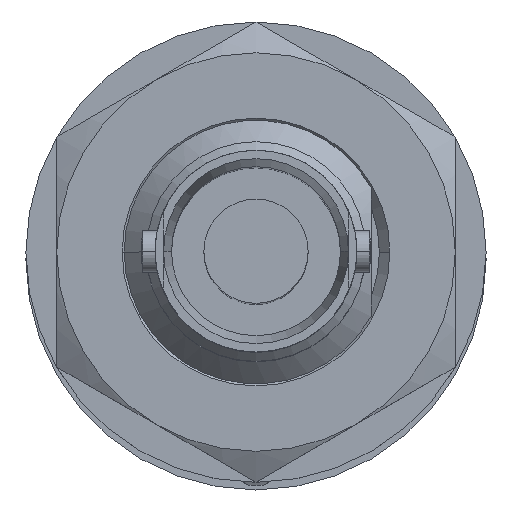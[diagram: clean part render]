
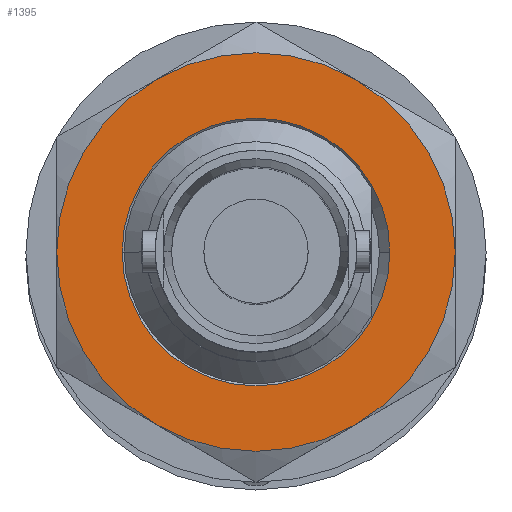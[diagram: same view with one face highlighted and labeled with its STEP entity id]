
A CAD part, top view. The second image highlights one B-rep face of the part: STEP entity #1395.
In plain terms, the highlighted face is planar.
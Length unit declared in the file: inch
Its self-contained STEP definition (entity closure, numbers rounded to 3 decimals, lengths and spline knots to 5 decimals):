
#3 = DIRECTION ( 'NONE',  ( 0., 0., -1. ) ) ;
#19 = CIRCLE ( 'NONE', #5475, 0.375 ) ;
#282 = VERTEX_POINT ( 'NONE', #4284 ) ;
#304 = AXIS2_PLACEMENT_3D ( 'NONE', #5614, #1163, #3 ) ;
#341 = AXIS2_PLACEMENT_3D ( 'NONE', #6869, #5089, #6907 ) ;
#364 = DIRECTION ( 'NONE',  ( 1., 0., 0. ) ) ;
#452 = EDGE_CURVE ( 'NONE', #553, #4674, #4808, .T. ) ;
#553 = VERTEX_POINT ( 'NONE', #6939 ) ;
#591 = DIRECTION ( 'NONE',  ( 0., 0., -1. ) ) ;
#629 = FACE_OUTER_BOUND ( 'NONE', #1171, .T. ) ;
#936 = CIRCLE ( 'NONE', #3069, 0.25197 ) ;
#1033 = ORIENTED_EDGE ( 'NONE', *, *, #4822, .F. ) ;
#1126 = CARTESIAN_POINT ( 'NONE',  ( 0., 0., 0. ) ) ;
#1136 = CARTESIAN_POINT ( 'NONE',  ( 0., 0., 0. ) ) ;
#1163 = DIRECTION ( 'NONE',  ( 1., 0., 0. ) ) ;
#1171 = EDGE_LOOP ( 'NONE', ( #2212, #4087, #6046, #1374, #6687, #1033 ) ) ;
#1193 = CARTESIAN_POINT ( 'NONE',  ( 0., 0., 0. ) ) ;
#1374 = ORIENTED_EDGE ( 'NONE', *, *, #452, .F. ) ;
#1395 = ADVANCED_FACE ( 'NONE', ( #2817, #629 ), #2342, .F. ) ;
#1709 = DIRECTION ( 'NONE',  ( 0., 0., -1. ) ) ;
#1737 = CIRCLE ( 'NONE', #5896, 0.375 ) ;
#1746 = DIRECTION ( 'NONE',  ( 1., 0., 0. ) ) ;
#1791 = CARTESIAN_POINT ( 'NONE',  ( 0., 0.32476, -0.1875 ) ) ;
#1798 = CARTESIAN_POINT ( 'NONE',  ( 0., 0., 0.375 ) ) ;
#1916 = VERTEX_POINT ( 'NONE', #3726 ) ;
#2030 = EDGE_CURVE ( 'NONE', #282, #3249, #3538, .T. ) ;
#2097 = VERTEX_POINT ( 'NONE', #3458 ) ;
#2212 = ORIENTED_EDGE ( 'NONE', *, *, #3366, .F. ) ;
#2257 = CIRCLE ( 'NONE', #4397, 0.375 ) ;
#2342 = PLANE ( 'NONE',  #7186 ) ;
#2495 = CARTESIAN_POINT ( 'NONE',  ( 0., 0., 0.25197 ) ) ;
#2800 = VERTEX_POINT ( 'NONE', #1791 ) ;
#2808 = CIRCLE ( 'NONE', #3758, 0.375 ) ;
#2817 = FACE_BOUND ( 'NONE', #6812, .T. ) ;
#2917 = ORIENTED_EDGE ( 'NONE', *, *, #2030, .T. ) ;
#2982 = CARTESIAN_POINT ( 'NONE',  ( 0., 0., 0. ) ) ;
#3069 = AXIS2_PLACEMENT_3D ( 'NONE', #1136, #6690, #4467 ) ;
#3093 = DIRECTION ( 'NONE',  ( 0., 0., -1. ) ) ;
#3097 = DIRECTION ( 'NONE',  ( 0., 0., -1. ) ) ;
#3249 = VERTEX_POINT ( 'NONE', #2495 ) ;
#3366 = EDGE_CURVE ( 'NONE', #2097, #6908, #2257, .T. ) ;
#3447 = DIRECTION ( 'NONE',  ( 1., 0., 0. ) ) ;
#3458 = CARTESIAN_POINT ( 'NONE',  ( 0., -0.32476, -0.1875 ) ) ;
#3538 = CIRCLE ( 'NONE', #341, 0.25197 ) ;
#3569 = CARTESIAN_POINT ( 'NONE',  ( 0., 0., 0. ) ) ;
#3726 = CARTESIAN_POINT ( 'NONE',  ( 0., -0.32476, 0.1875 ) ) ;
#3758 = AXIS2_PLACEMENT_3D ( 'NONE', #1126, #1746, #5018 ) ;
#4004 = DIRECTION ( 'NONE',  ( 1., 0., 0. ) ) ;
#4087 = ORIENTED_EDGE ( 'NONE', *, *, #5104, .F. ) ;
#4102 = EDGE_CURVE ( 'NONE', #2800, #553, #4402, .T. ) ;
#4284 = CARTESIAN_POINT ( 'NONE',  ( 0., 0., -0.25197 ) ) ;
#4292 = EDGE_CURVE ( 'NONE', #4674, #1916, #19, .T. ) ;
#4367 = CARTESIAN_POINT ( 'NONE',  ( 0., 0., -0.375 ) ) ;
#4397 = AXIS2_PLACEMENT_3D ( 'NONE', #4859, #364, #7160 ) ;
#4402 = CIRCLE ( 'NONE', #4877, 0.375 ) ;
#4467 = DIRECTION ( 'NONE',  ( 0., 0., -1. ) ) ;
#4674 = VERTEX_POINT ( 'NONE', #1798 ) ;
#4683 = DIRECTION ( 'NONE',  ( 1., 0., 0. ) ) ;
#4808 = CIRCLE ( 'NONE', #304, 0.375 ) ;
#4822 = EDGE_CURVE ( 'NONE', #6908, #2800, #1737, .T. ) ;
#4859 = CARTESIAN_POINT ( 'NONE',  ( 0., 0., 0. ) ) ;
#4877 = AXIS2_PLACEMENT_3D ( 'NONE', #3569, #5315, #3093 ) ;
#5018 = DIRECTION ( 'NONE',  ( 0., 0., -1. ) ) ;
#5089 = DIRECTION ( 'NONE',  ( 1., 0., 0. ) ) ;
#5104 = EDGE_CURVE ( 'NONE', #1916, #2097, #2808, .T. ) ;
#5315 = DIRECTION ( 'NONE',  ( 1., 0., 0. ) ) ;
#5475 = AXIS2_PLACEMENT_3D ( 'NONE', #1193, #3447, #591 ) ;
#5614 = CARTESIAN_POINT ( 'NONE',  ( 0., 0., 0. ) ) ;
#5896 = AXIS2_PLACEMENT_3D ( 'NONE', #6453, #4683, #3097 ) ;
#5983 = ORIENTED_EDGE ( 'NONE', *, *, #6204, .T. ) ;
#6046 = ORIENTED_EDGE ( 'NONE', *, *, #4292, .F. ) ;
#6204 = EDGE_CURVE ( 'NONE', #3249, #282, #936, .T. ) ;
#6453 = CARTESIAN_POINT ( 'NONE',  ( 0., 0., 0. ) ) ;
#6687 = ORIENTED_EDGE ( 'NONE', *, *, #4102, .F. ) ;
#6690 = DIRECTION ( 'NONE',  ( 1., 0., 0. ) ) ;
#6812 = EDGE_LOOP ( 'NONE', ( #5983, #2917 ) ) ;
#6869 = CARTESIAN_POINT ( 'NONE',  ( 0., 0., 0. ) ) ;
#6907 = DIRECTION ( 'NONE',  ( 0., 0., -1. ) ) ;
#6908 = VERTEX_POINT ( 'NONE', #4367 ) ;
#6939 = CARTESIAN_POINT ( 'NONE',  ( 0., 0.32476, 0.1875 ) ) ;
#7160 = DIRECTION ( 'NONE',  ( 0., 0., -1. ) ) ;
#7186 = AXIS2_PLACEMENT_3D ( 'NONE', #2982, #4004, #1709 ) ;
